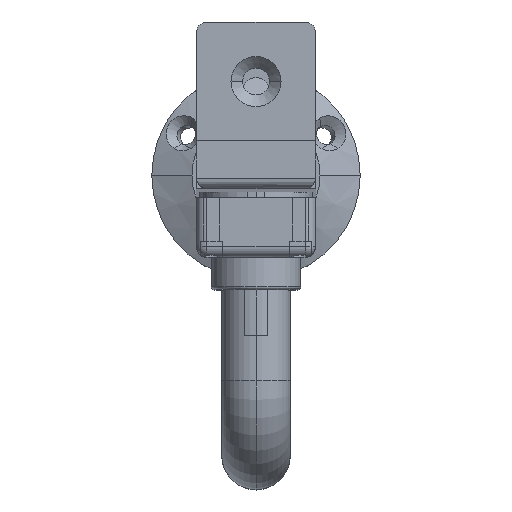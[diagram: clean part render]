
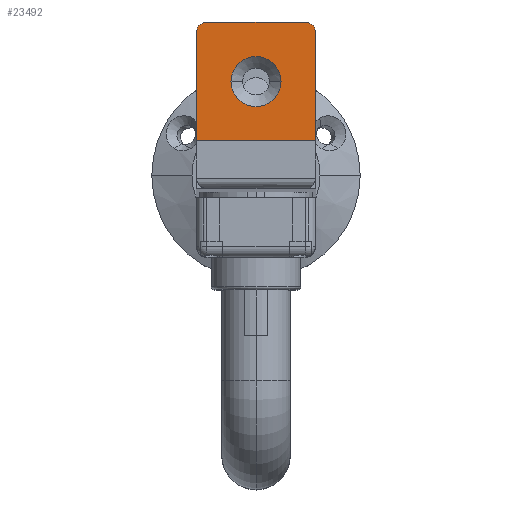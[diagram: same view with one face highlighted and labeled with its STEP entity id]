
A CAD part, top view. The second image highlights one B-rep face of the part: STEP entity #23492.
In plain terms, the highlighted planar face has unit normal (0, 0, 1).
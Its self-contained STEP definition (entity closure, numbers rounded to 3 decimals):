
#23062=CARTESIAN_POINT('',(350.572,-76.351,989.363));
#23063=VERTEX_POINT('',#23062);
#23070=CARTESIAN_POINT('',(362.872,-78.272,989.363));
#23071=VERTEX_POINT('',#23070);
#23072=CARTESIAN_POINT('',(356.872,-76.351,989.363));
#23073=DIRECTION('',(0.0,0.0,-1.0));
#23074=DIRECTION('',(-1.0,0.0,0.0));
#23075=AXIS2_PLACEMENT_3D('',#23072,#23073,#23074);
#23076=CIRCLE('',#23075,6.3);
#23077=EDGE_CURVE('',#23071,#23063,#23076,.T.);
#23159=CARTESIAN_POINT('',(322.872,-78.272,989.363));
#23160=VERTEX_POINT('',#23159);
#23174=CARTESIAN_POINT('',(335.172,-76.351,989.363));
#23175=VERTEX_POINT('',#23174);
#23176=CARTESIAN_POINT('',(328.872,-76.351,989.363));
#23177=DIRECTION('',(0.0,0.0,-1.0));
#23178=DIRECTION('',(-1.0,0.0,0.0));
#23179=AXIS2_PLACEMENT_3D('',#23176,#23177,#23178);
#23180=CIRCLE('',#23179,6.3);
#23181=EDGE_CURVE('',#23175,#23160,#23180,.T.);
#23198=CARTESIAN_POINT('',(338.622,-76.351,989.363));
#23199=VERTEX_POINT('',#23198);
#23208=CARTESIAN_POINT('',(347.122,-76.351,989.363));
#23209=VERTEX_POINT('',#23208);
#23210=CARTESIAN_POINT('',(342.872,-76.351,989.363));
#23211=DIRECTION('',(0.0,0.0,-1.0));
#23212=DIRECTION('',(-1.0,0.0,0.0));
#23213=AXIS2_PLACEMENT_3D('',#23210,#23211,#23212);
#23214=CIRCLE('',#23213,4.25);
#23215=EDGE_CURVE('',#23209,#23199,#23214,.T.);
#23282=CARTESIAN_POINT('',(334.472,-48.351,989.363));
#23283=VERTEX_POINT('',#23282);
#23290=CARTESIAN_POINT('',(351.272,-48.351,989.363));
#23291=VERTEX_POINT('',#23290);
#23292=CARTESIAN_POINT('',(342.872,-48.351,989.363));
#23293=DIRECTION('',(0.0,0.0,-1.0));
#23294=DIRECTION('',(-1.0,0.0,0.0));
#23295=AXIS2_PLACEMENT_3D('',#23292,#23293,#23294);
#23296=CIRCLE('',#23295,8.4);
#23297=EDGE_CURVE('',#23291,#23283,#23296,.T.);
#23314=CARTESIAN_POINT('',(322.872,-31.851,989.363));
#23315=VERTEX_POINT('',#23314);
#23316=CARTESIAN_POINT('',(326.372,-28.351,989.363));
#23317=VERTEX_POINT('',#23316);
#23318=CARTESIAN_POINT('',(326.372,-31.851,989.363));
#23319=DIRECTION('',(0.0,0.0,-1.));
#23320=DIRECTION('',(-0.707,0.707,0.0));
#23321=AXIS2_PLACEMENT_3D('',#23318,#23319,#23320);
#23322=CIRCLE('',#23321,3.5);
#23323=EDGE_CURVE('',#23315,#23317,#23322,.T.);
#23357=CARTESIAN_POINT('',(359.372,-28.351,989.363));
#23358=VERTEX_POINT('',#23357);
#23359=CARTESIAN_POINT('',(326.372,-28.351,989.363));
#23360=DIRECTION('',(1.0,0.0,0.0));
#23361=VECTOR('',#23360,33.0);
#23362=LINE('',#23359,#23361);
#23363=EDGE_CURVE('',#23317,#23358,#23362,.T.);
#23382=CARTESIAN_POINT('',(322.872,-28.351,989.363));
#23383=DIRECTION('',(0.0,0.0,-1.0));
#23384=DIRECTION('',(-1.0,0.0,0.0));
#23385=AXIS2_PLACEMENT_3D('',#23382,#23383,#23384);
#23386=PLANE('',#23385);
#23387=ORIENTED_EDGE('',*,*,#23323,.F.);
#23388=CARTESIAN_POINT('',(322.872,-74.43,989.363));
#23389=VERTEX_POINT('',#23388);
#23390=CARTESIAN_POINT('',(322.872,-74.43,989.363));
#23391=DIRECTION('',(0.0,1.0,0.0));
#23392=VECTOR('',#23391,42.579);
#23393=LINE('',#23390,#23392);
#23394=EDGE_CURVE('',#23389,#23315,#23393,.T.);
#23395=ORIENTED_EDGE('',*,*,#23394,.F.);
#23396=CARTESIAN_POINT('',(328.872,-76.351,989.363));
#23397=DIRECTION('',(0.0,0.0,-1.0));
#23398=DIRECTION('',(-1.0,0.0,0.0));
#23399=AXIS2_PLACEMENT_3D('',#23396,#23397,#23398);
#23400=CIRCLE('',#23399,6.3);
#23401=EDGE_CURVE('',#23389,#23175,#23400,.T.);
#23402=ORIENTED_EDGE('',*,*,#23401,.T.);
#23403=ORIENTED_EDGE('',*,*,#23181,.T.);
#23404=CARTESIAN_POINT('',(322.872,-80.851,989.363));
#23405=VERTEX_POINT('',#23404);
#23406=CARTESIAN_POINT('',(322.872,-80.851,989.363));
#23407=DIRECTION('',(0.0,1.0,0.0));
#23408=VECTOR('',#23407,2.579);
#23409=LINE('',#23406,#23408);
#23410=EDGE_CURVE('',#23405,#23160,#23409,.T.);
#23411=ORIENTED_EDGE('',*,*,#23410,.F.);
#23412=CARTESIAN_POINT('',(326.372,-84.351,989.363));
#23413=VERTEX_POINT('',#23412);
#23414=CARTESIAN_POINT('',(326.372,-80.851,989.363));
#23415=DIRECTION('',(0.0,0.0,-1.));
#23416=DIRECTION('',(-0.707,-0.707,0.0));
#23417=AXIS2_PLACEMENT_3D('',#23414,#23415,#23416);
#23418=CIRCLE('',#23417,3.5);
#23419=EDGE_CURVE('',#23413,#23405,#23418,.T.);
#23420=ORIENTED_EDGE('',*,*,#23419,.F.);
#23421=CARTESIAN_POINT('',(359.372,-84.351,989.363));
#23422=VERTEX_POINT('',#23421);
#23423=CARTESIAN_POINT('',(359.372,-84.351,989.363));
#23424=DIRECTION('',(-1.0,0.0,0.0));
#23425=VECTOR('',#23424,33.0);
#23426=LINE('',#23423,#23425);
#23427=EDGE_CURVE('',#23422,#23413,#23426,.T.);
#23428=ORIENTED_EDGE('',*,*,#23427,.F.);
#23429=CARTESIAN_POINT('',(362.872,-80.851,989.363));
#23430=VERTEX_POINT('',#23429);
#23431=CARTESIAN_POINT('',(359.372,-80.851,989.363));
#23432=DIRECTION('',(0.0,0.0,-1.));
#23433=DIRECTION('',(0.707,-0.707,0.0));
#23434=AXIS2_PLACEMENT_3D('',#23431,#23432,#23433);
#23435=CIRCLE('',#23434,3.5);
#23436=EDGE_CURVE('',#23430,#23422,#23435,.T.);
#23437=ORIENTED_EDGE('',*,*,#23436,.F.);
#23438=CARTESIAN_POINT('',(362.872,-78.272,989.363));
#23439=DIRECTION('',(0.0,-1.0,0.0));
#23440=VECTOR('',#23439,2.579);
#23441=LINE('',#23438,#23440);
#23442=EDGE_CURVE('',#23071,#23430,#23441,.T.);
#23443=ORIENTED_EDGE('',*,*,#23442,.F.);
#23444=ORIENTED_EDGE('',*,*,#23077,.T.);
#23445=CARTESIAN_POINT('',(362.872,-74.43,989.363));
#23446=VERTEX_POINT('',#23445);
#23447=CARTESIAN_POINT('',(356.872,-76.351,989.363));
#23448=DIRECTION('',(0.0,0.0,-1.0));
#23449=DIRECTION('',(-1.0,0.0,0.0));
#23450=AXIS2_PLACEMENT_3D('',#23447,#23448,#23449);
#23451=CIRCLE('',#23450,6.3);
#23452=EDGE_CURVE('',#23063,#23446,#23451,.T.);
#23453=ORIENTED_EDGE('',*,*,#23452,.T.);
#23454=CARTESIAN_POINT('',(362.872,-31.851,989.363));
#23455=VERTEX_POINT('',#23454);
#23456=CARTESIAN_POINT('',(362.872,-31.851,989.363));
#23457=DIRECTION('',(0.0,-1.0,0.0));
#23458=VECTOR('',#23457,42.579);
#23459=LINE('',#23456,#23458);
#23460=EDGE_CURVE('',#23455,#23446,#23459,.T.);
#23461=ORIENTED_EDGE('',*,*,#23460,.F.);
#23462=CARTESIAN_POINT('',(359.372,-31.851,989.363));
#23463=DIRECTION('',(0.0,0.0,-1.));
#23464=DIRECTION('',(0.707,0.707,0.0));
#23465=AXIS2_PLACEMENT_3D('',#23462,#23463,#23464);
#23466=CIRCLE('',#23465,3.5);
#23467=EDGE_CURVE('',#23358,#23455,#23466,.T.);
#23468=ORIENTED_EDGE('',*,*,#23467,.F.);
#23469=ORIENTED_EDGE('',*,*,#23363,.F.);
#23470=EDGE_LOOP('',(#23387,#23395,#23402,#23403,#23411,#23420,#23428,#23437,#23443,#23444,#23453,#23461,#23468,#23469));
#23471=FACE_OUTER_BOUND('',#23470,.T.);
#23472=CARTESIAN_POINT('',(342.872,-48.351,989.363));
#23473=DIRECTION('',(0.0,0.0,-1.0));
#23474=DIRECTION('',(-1.0,0.0,0.0));
#23475=AXIS2_PLACEMENT_3D('',#23472,#23473,#23474);
#23476=CIRCLE('',#23475,8.4);
#23477=EDGE_CURVE('',#23283,#23291,#23476,.T.);
#23478=ORIENTED_EDGE('',*,*,#23477,.T.);
#23479=ORIENTED_EDGE('',*,*,#23297,.T.);
#23480=EDGE_LOOP('',(#23478,#23479));
#23481=FACE_BOUND('',#23480,.T.);
#23482=CARTESIAN_POINT('',(342.872,-76.351,989.363));
#23483=DIRECTION('',(0.0,0.0,-1.0));
#23484=DIRECTION('',(-1.0,0.0,0.0));
#23485=AXIS2_PLACEMENT_3D('',#23482,#23483,#23484);
#23486=CIRCLE('',#23485,4.25);
#23487=EDGE_CURVE('',#23199,#23209,#23486,.T.);
#23488=ORIENTED_EDGE('',*,*,#23487,.T.);
#23489=ORIENTED_EDGE('',*,*,#23215,.T.);
#23490=EDGE_LOOP('',(#23488,#23489));
#23491=FACE_BOUND('',#23490,.T.);
#23492=ADVANCED_FACE('',(#23471,#23481,#23491),#23386,.F.);
